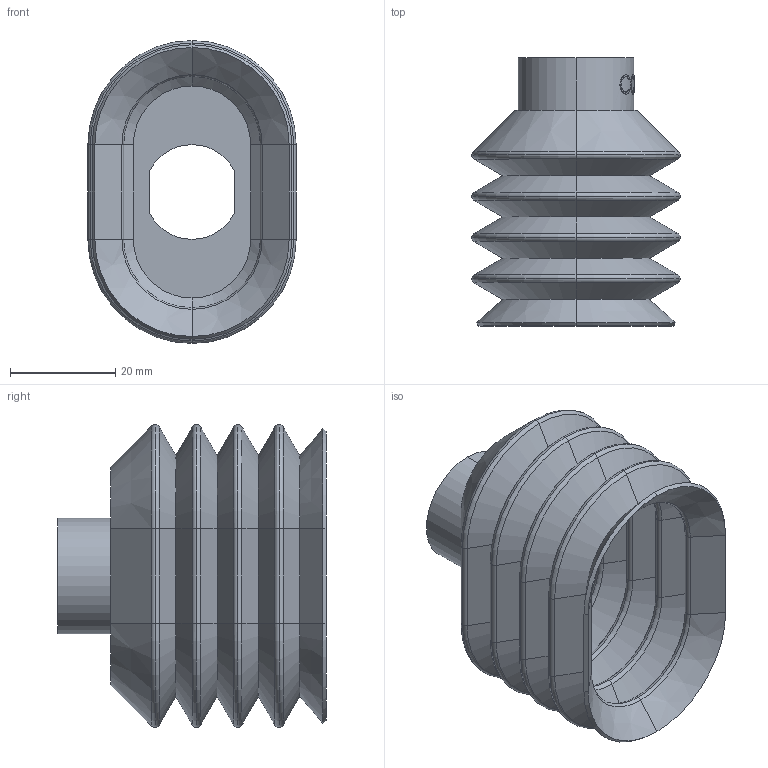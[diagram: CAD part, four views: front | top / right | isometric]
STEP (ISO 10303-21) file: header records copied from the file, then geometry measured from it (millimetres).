
FILE_DESCRIPTION(('STEP AP214'),'1');
FILE_NAME('COVAL_VSP3856SIT5.stp','2017-12-28T08:27:57',('TraceParts'),('TraceParts S.A.'),'Spatial InterOp 3D',' ',' ');
FILE_SCHEMA(('automotive_design'));
Length unit declared in the file: millimetre
Products named in the file (1): COVAL_VSP3856SIT5
Bounding box: 39.6 x 51 x 57.6 mm (x, y, z)
Volume: 11612.5 mm3; surface area: 21607.6 mm2
Topology: 1 solids, 1 shells, 271 faces, 579 edges, 318 vertices
Faces by surface type: cone 76, torus 64, plane 57, cylinder 45, bspline 29
Entity records: 14387 total; most frequent: CARTESIAN_POINT 6490, DIRECTION 1244, ORIENTED_EDGE 1158, EDGE_CURVE 579, AXIS2_PLACEMENT_3D 517, VERTEX_POINT 318, EDGE_LOOP 281, CIRCLE 274
